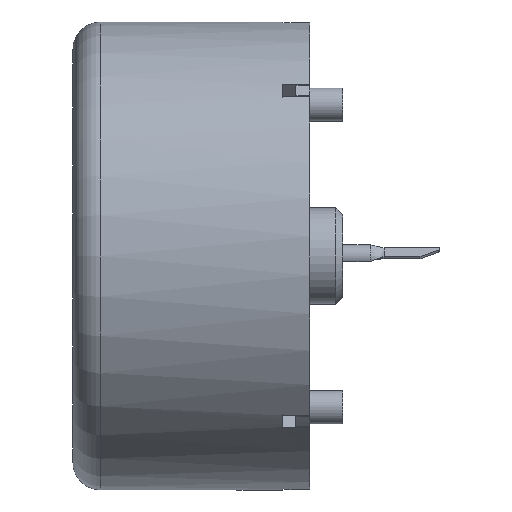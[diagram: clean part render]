
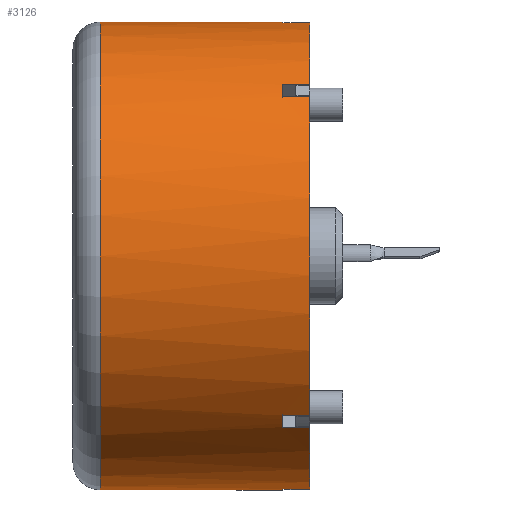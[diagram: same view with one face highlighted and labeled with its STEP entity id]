
A CAD part, left-side view. The second image highlights one B-rep face of the part: STEP entity #3126.
In plain terms, the highlighted cylindrical face has radius 8.5 mm (diameter 17 mm), a partial arc.
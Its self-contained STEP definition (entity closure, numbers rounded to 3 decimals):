
#5 = CARTESIAN_POINT ( 'NONE',  ( -5.795, 1.2, -6.219 ) ) ;
#14 = ORIENTED_EDGE ( 'NONE', *, *, #3823, .F. ) ;
#27 = CIRCLE ( 'NONE', #1366, 8.5 ) ;
#92 = DIRECTION ( 'NONE',  ( 0., 0., 1. ) ) ;
#96 = EDGE_CURVE ( 'NONE', #3125, #2270, #4573, .T. ) ;
#164 = DIRECTION ( 'NONE',  ( 0., -1., 0. ) ) ;
#241 = DIRECTION ( 'NONE',  ( 0., -1., 0. ) ) ;
#245 = CARTESIAN_POINT ( 'NONE',  ( -5.795, 2.2, -6.219 ) ) ;
#246 = DIRECTION ( 'NONE',  ( 0., -1., 0. ) ) ;
#259 = CARTESIAN_POINT ( 'NONE',  ( -5.795, 1.2, 6.219 ) ) ;
#260 = EDGE_CURVE ( 'NONE', #4040, #3944, #1434, .T. ) ;
#269 = DIRECTION ( 'NONE',  ( 0., 0., -1. ) ) ;
#303 = CARTESIAN_POINT ( 'NONE',  ( -0.8, 2.2, -8.462 ) ) ;
#307 = VERTEX_POINT ( 'NONE', #2155 ) ;
#327 = VECTOR ( 'NONE', #3292, 1000. ) ;
#347 = ORIENTED_EDGE ( 'NONE', *, *, #4479, .F. ) ;
#378 = AXIS2_PLACEMENT_3D ( 'NONE', #1341, #164, #2471 ) ;
#380 = CARTESIAN_POINT ( 'NONE',  ( -6.219, 2.2, -5.795 ) ) ;
#417 = EDGE_CURVE ( 'NONE', #4692, #3861, #1438, .T. ) ;
#421 = VERTEX_POINT ( 'NONE', #3806 ) ;
#422 = CARTESIAN_POINT ( 'NONE',  ( 0., 8.8, -8.5 ) ) ;
#439 = ORIENTED_EDGE ( 'NONE', *, *, #4589, .T. ) ;
#530 = AXIS2_PLACEMENT_3D ( 'NONE', #3205, #1217, #2434 ) ;
#566 = VERTEX_POINT ( 'NONE', #422 ) ;
#568 = VECTOR ( 'NONE', #4404, 1000. ) ;
#607 = ORIENTED_EDGE ( 'NONE', *, *, #417, .T. ) ;
#617 = VECTOR ( 'NONE', #241, 1000. ) ;
#619 = EDGE_CURVE ( 'NONE', #3861, #1452, #5001, .T. ) ;
#639 = CARTESIAN_POINT ( 'NONE',  ( 0., 2.2, 0. ) ) ;
#648 = VERTEX_POINT ( 'NONE', #3568 ) ;
#691 = LINE ( 'NONE', #2183, #1667 ) ;
#909 = CARTESIAN_POINT ( 'NONE',  ( -0.8, 1.2, 8.462 ) ) ;
#923 = VERTEX_POINT ( 'NONE', #952 ) ;
#952 = CARTESIAN_POINT ( 'NONE',  ( 0., 8.8, 8.5 ) ) ;
#993 = CARTESIAN_POINT ( 'NONE',  ( -0.8, 2.2, 8.462 ) ) ;
#1002 = CARTESIAN_POINT ( 'NONE',  ( 0., 42.442, 8.5 ) ) ;
#1077 = VERTEX_POINT ( 'NONE', #259 ) ;
#1217 = DIRECTION ( 'NONE',  ( 0., 1., 0. ) ) ;
#1221 = CIRCLE ( 'NONE', #1255, 8.5 ) ;
#1255 = AXIS2_PLACEMENT_3D ( 'NONE', #1626, #2450, #92 ) ;
#1282 = ORIENTED_EDGE ( 'NONE', *, *, #4359, .T. ) ;
#1321 = DIRECTION ( 'NONE',  ( 0., -1., 0. ) ) ;
#1341 = CARTESIAN_POINT ( 'NONE',  ( 0., 42.442, 0. ) ) ;
#1366 = AXIS2_PLACEMENT_3D ( 'NONE', #639, #4893, #2248 ) ;
#1434 = CIRCLE ( 'NONE', #1957, 8.5 ) ;
#1438 = LINE ( 'NONE', #303, #1505 ) ;
#1450 = DIRECTION ( 'NONE',  ( 0., -1., 0. ) ) ;
#1452 = VERTEX_POINT ( 'NONE', #5 ) ;
#1505 = VECTOR ( 'NONE', #1450, 1000. ) ;
#1554 = LINE ( 'NONE', #3631, #568 ) ;
#1558 = AXIS2_PLACEMENT_3D ( 'NONE', #2433, #1833, #4094 ) ;
#1569 = AXIS2_PLACEMENT_3D ( 'NONE', #2234, #4913, #3448 ) ;
#1575 = VERTEX_POINT ( 'NONE', #3912 ) ;
#1587 = DIRECTION ( 'NONE',  ( 0., -1., 0. ) ) ;
#1602 = CIRCLE ( 'NONE', #1558, 8.5 ) ;
#1626 = CARTESIAN_POINT ( 'NONE',  ( 0., 2.2, 0. ) ) ;
#1635 = ORIENTED_EDGE ( 'NONE', *, *, #3958, .T. ) ;
#1639 = ORIENTED_EDGE ( 'NONE', *, *, #3282, .T. ) ;
#1667 = VECTOR ( 'NONE', #1321, 1000. ) ;
#1708 = FACE_OUTER_BOUND ( 'NONE', #3982, .T. ) ;
#1719 = EDGE_CURVE ( 'NONE', #1575, #2915, #1602, .T. ) ;
#1762 = VERTEX_POINT ( 'NONE', #3266 ) ;
#1805 = DIRECTION ( 'NONE',  ( 0., -1., 0. ) ) ;
#1833 = DIRECTION ( 'NONE',  ( 0., 1., 0. ) ) ;
#1840 = DIRECTION ( 'NONE',  ( 0., 0., 1. ) ) ;
#1848 = EDGE_CURVE ( 'NONE', #307, #1452, #3294, .T. ) ;
#1957 = AXIS2_PLACEMENT_3D ( 'NONE', #2967, #3681, #269 ) ;
#1984 = ORIENTED_EDGE ( 'NONE', *, *, #2673, .F. ) ;
#2033 = VECTOR ( 'NONE', #4980, 1000. ) ;
#2133 = ORIENTED_EDGE ( 'NONE', *, *, #4054, .T. ) ;
#2155 = CARTESIAN_POINT ( 'NONE',  ( -5.795, 2.2, -6.219 ) ) ;
#2183 = CARTESIAN_POINT ( 'NONE',  ( -6.219, 2.2, 5.795 ) ) ;
#2234 = CARTESIAN_POINT ( 'NONE',  ( 0., 1.2, 0. ) ) ;
#2237 = ORIENTED_EDGE ( 'NONE', *, *, #260, .F. ) ;
#2248 = DIRECTION ( 'NONE',  ( 0., 0., -1. ) ) ;
#2270 = VERTEX_POINT ( 'NONE', #909 ) ;
#2353 = ORIENTED_EDGE ( 'NONE', *, *, #619, .T. ) ;
#2404 = CIRCLE ( 'NONE', #1569, 8.5 ) ;
#2405 = EDGE_CURVE ( 'NONE', #923, #648, #3162, .T. ) ;
#2433 = CARTESIAN_POINT ( 'NONE',  ( 0., 1.2, 0. ) ) ;
#2434 = DIRECTION ( 'NONE',  ( 0., 0., 1. ) ) ;
#2450 = DIRECTION ( 'NONE',  ( 0., -1., 0. ) ) ;
#2471 = DIRECTION ( 'NONE',  ( 0., 0., -1. ) ) ;
#2673 = EDGE_CURVE ( 'NONE', #4692, #1762, #1221, .T. ) ;
#2765 = ORIENTED_EDGE ( 'NONE', *, *, #96, .F. ) ;
#2866 = CYLINDRICAL_SURFACE ( 'NONE', #378, 8.5 ) ;
#2915 = VERTEX_POINT ( 'NONE', #3275 ) ;
#2967 = CARTESIAN_POINT ( 'NONE',  ( 0., 2.2, 0. ) ) ;
#3069 = LINE ( 'NONE', #380, #2033 ) ;
#3096 = DIRECTION ( 'NONE',  ( 0., -1., 0. ) ) ;
#3125 = VERTEX_POINT ( 'NONE', #993 ) ;
#3126 = ADVANCED_FACE ( 'NONE', ( #1708 ), #2866, .T. ) ;
#3162 = LINE ( 'NONE', #1002, #617 ) ;
#3205 = CARTESIAN_POINT ( 'NONE',  ( 0., 1.2, 0. ) ) ;
#3266 = CARTESIAN_POINT ( 'NONE',  ( 0., 2.2, -8.5 ) ) ;
#3275 = CARTESIAN_POINT ( 'NONE',  ( -6.219, 1.2, 5.795 ) ) ;
#3282 = EDGE_CURVE ( 'NONE', #4040, #1077, #4225, .T. ) ;
#3292 = DIRECTION ( 'NONE',  ( 0., -1., 0. ) ) ;
#3294 = LINE ( 'NONE', #245, #327 ) ;
#3448 = DIRECTION ( 'NONE',  ( 0., 0., 1. ) ) ;
#3568 = CARTESIAN_POINT ( 'NONE',  ( 0., 2.2, 8.5 ) ) ;
#3631 = CARTESIAN_POINT ( 'NONE',  ( 0., 42.442, -8.5 ) ) ;
#3681 = DIRECTION ( 'NONE',  ( 0., -1., 0. ) ) ;
#3738 = CARTESIAN_POINT ( 'NONE',  ( -5.795, 2.2, 6.219 ) ) ;
#3806 = CARTESIAN_POINT ( 'NONE',  ( -6.219, 2.2, -5.795 ) ) ;
#3823 = EDGE_CURVE ( 'NONE', #3944, #2915, #691, .T. ) ;
#3832 = CIRCLE ( 'NONE', #4650, 8.5 ) ;
#3838 = EDGE_CURVE ( 'NONE', #421, #307, #3832, .T. ) ;
#3861 = VERTEX_POINT ( 'NONE', #4481 ) ;
#3887 = CARTESIAN_POINT ( 'NONE',  ( -0.8, 2.2, 8.462 ) ) ;
#3896 = ORIENTED_EDGE ( 'NONE', *, *, #1719, .T. ) ;
#3912 = CARTESIAN_POINT ( 'NONE',  ( -6.219, 1.2, -5.795 ) ) ;
#3944 = VERTEX_POINT ( 'NONE', #4948 ) ;
#3958 = EDGE_CURVE ( 'NONE', #1077, #2270, #2404, .T. ) ;
#3982 = EDGE_LOOP ( 'NONE', ( #4174, #439, #1282, #1984, #607, #2353, #4338, #4209, #2133, #3896, #14, #2237, #1639, #1635, #2765, #347 ) ) ;
#4040 = VERTEX_POINT ( 'NONE', #4592 ) ;
#4054 = EDGE_CURVE ( 'NONE', #421, #1575, #3069, .T. ) ;
#4094 = DIRECTION ( 'NONE',  ( 0., 0., 1. ) ) ;
#4174 = ORIENTED_EDGE ( 'NONE', *, *, #2405, .F. ) ;
#4185 = DIRECTION ( 'NONE',  ( 0., 0., 1. ) ) ;
#4209 = ORIENTED_EDGE ( 'NONE', *, *, #3838, .F. ) ;
#4225 = LINE ( 'NONE', #3738, #4899 ) ;
#4338 = ORIENTED_EDGE ( 'NONE', *, *, #1848, .F. ) ;
#4359 = EDGE_CURVE ( 'NONE', #566, #1762, #1554, .T. ) ;
#4404 = DIRECTION ( 'NONE',  ( 0., -1., 0. ) ) ;
#4479 = EDGE_CURVE ( 'NONE', #648, #3125, #27, .T. ) ;
#4481 = CARTESIAN_POINT ( 'NONE',  ( -0.8, 1.2, -8.462 ) ) ;
#4503 = CARTESIAN_POINT ( 'NONE',  ( 0., 2.2, 0. ) ) ;
#4573 = LINE ( 'NONE', #3887, #4936 ) ;
#4589 = EDGE_CURVE ( 'NONE', #923, #566, #4861, .T. ) ;
#4592 = CARTESIAN_POINT ( 'NONE',  ( -5.795, 2.2, 6.219 ) ) ;
#4650 = AXIS2_PLACEMENT_3D ( 'NONE', #4503, #1805, #1840 ) ;
#4692 = VERTEX_POINT ( 'NONE', #4696 ) ;
#4696 = CARTESIAN_POINT ( 'NONE',  ( -0.8, 2.2, -8.462 ) ) ;
#4784 = AXIS2_PLACEMENT_3D ( 'NONE', #5013, #3096, #4185 ) ;
#4861 = CIRCLE ( 'NONE', #4784, 8.5 ) ;
#4893 = DIRECTION ( 'NONE',  ( 0., -1., 0. ) ) ;
#4899 = VECTOR ( 'NONE', #246, 1000. ) ;
#4913 = DIRECTION ( 'NONE',  ( 0., 1., 0. ) ) ;
#4936 = VECTOR ( 'NONE', #1587, 1000. ) ;
#4948 = CARTESIAN_POINT ( 'NONE',  ( -6.219, 2.2, 5.795 ) ) ;
#4980 = DIRECTION ( 'NONE',  ( 0., -1., 0. ) ) ;
#5001 = CIRCLE ( 'NONE', #530, 8.5 ) ;
#5013 = CARTESIAN_POINT ( 'NONE',  ( 0., 8.8, 0. ) ) ;
